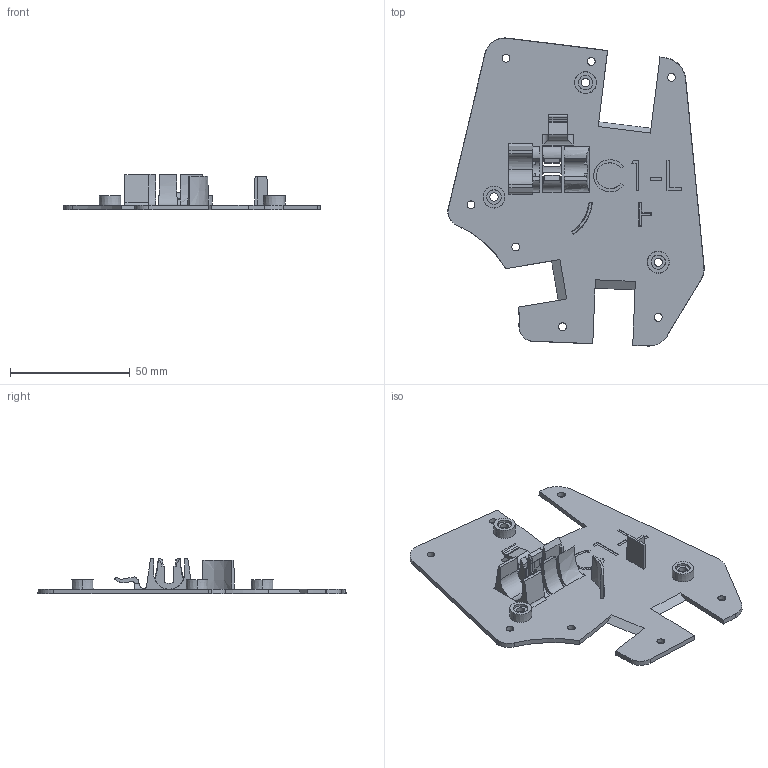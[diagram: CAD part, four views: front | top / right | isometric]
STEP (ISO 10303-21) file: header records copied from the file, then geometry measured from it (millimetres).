
FILE_DESCRIPTION (( 'STEP AP214' ), '1' );
FILE_NAME ('Chest_L_base.STEP', '2017-08-15T07:51:12', ( '' ), ( '' ), 'SwSTEP 2.0', 'SolidWorks 2016', '' );
FILE_SCHEMA (( 'AUTOMOTIVE_DESIGN' ));
Length unit declared in the file: millimetre
Products named in the file (1): Chest_L_base
Bounding box: 107.05 x 128.65 x 15.03 mm (x, y, z)
Volume: 21953.6 mm3; surface area: 23338 mm2
Topology: 1 solids, 1 shells, 260 faces, 718 edges, 476 vertices
Faces by surface type: plane 162, cylinder 48, cone 34, bspline 16
Entity records: 10941 total; most frequent: CARTESIAN_POINT 2784, ORIENTED_EDGE 1436, DIRECTION 1256, EDGE_CURVE 718, VECTOR 476, VERTEX_POINT 476, LINE 476, AXIS2_PLACEMENT_3D 390
